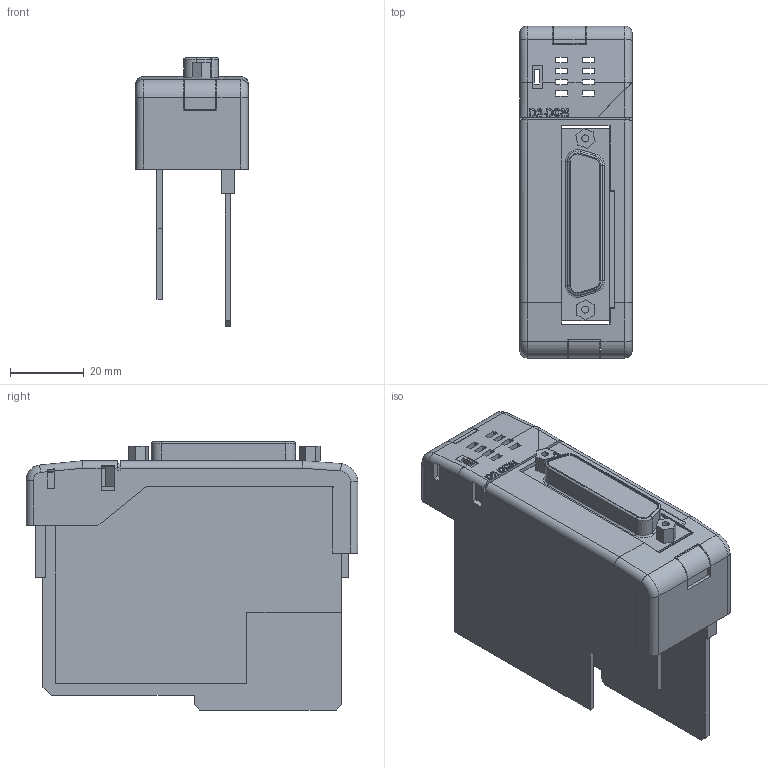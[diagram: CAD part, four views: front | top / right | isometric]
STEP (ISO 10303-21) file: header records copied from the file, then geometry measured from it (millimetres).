
FILE_DESCRIPTION (( 'STEP AP214' ), '1' );
FILE_NAME ('D2-DCM_ModuleCase Light_NEW.STEP', '2011-02-03T22:10:25', ( ' ' ), ( ' ' ), 'SwSTEP 2.0', 'SolidWorks 2009', '' );
FILE_SCHEMA (( 'AUTOMOTIVE_DESIGN' ));
Length unit declared in the file: millimetre
Products named in the file (1): D2-DCM_ModuleCase Light_NEW
Bounding box: 30.55 x 90 x 72.73 mm (x, y, z)
Volume: 25358.1 mm3; surface area: 36926.9 mm2
Topology: 3 solids, 3 shells, 414 faces, 1207 edges, 790 vertices
Faces by surface type: plane 281, cylinder 78, bspline 38, torus 17
Entity records: 19388 total; most frequent: CARTESIAN_POINT 4681, ORIENTED_EDGE 2414, DIRECTION 1988, EDGE_CURVE 1207, VECTOR 946, LINE 946, VERTEX_POINT 790, AXIS2_PLACEMENT_3D 521
